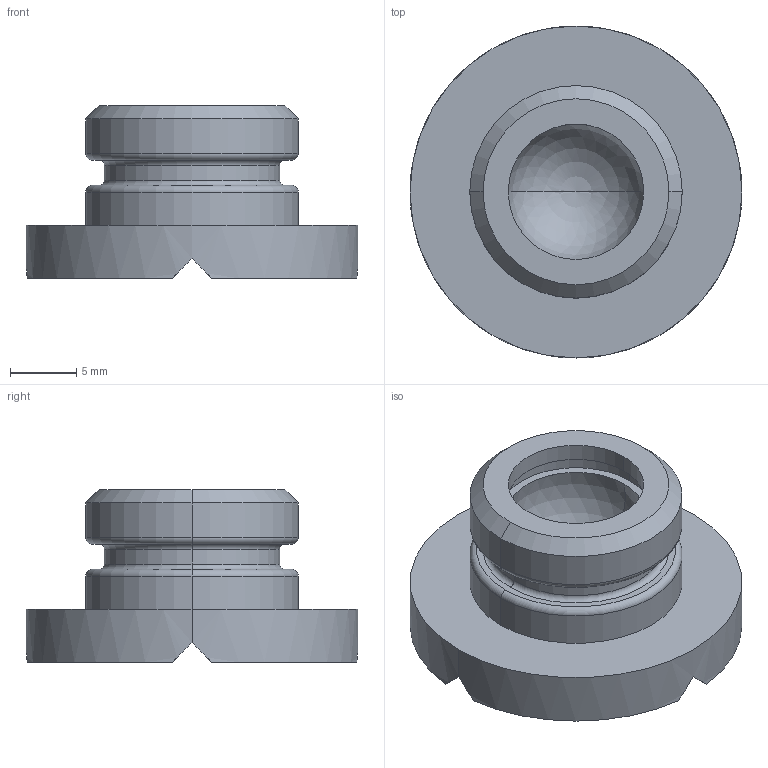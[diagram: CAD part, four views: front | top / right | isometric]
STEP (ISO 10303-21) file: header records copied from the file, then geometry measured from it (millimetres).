
FILE_DESCRIPTION(('STEP AP214'),'1');
FILE_NAME('160657.STP','2011-09-21T11:43:57',(' '),(' '),'Spatial InterOp 3D',' ',' ');
FILE_SCHEMA(('automotive_design'));
Length unit declared in the file: millimetre
Products named in the file (1): Zylinder
Bounding box: 25 x 25 x 13 mm (x, y, z)
Volume: 2878.7 mm3; surface area: 2100.7 mm2
Topology: 1 solids, 1 shells, 44 faces, 92 edges, 54 vertices
Faces by surface type: plane 18, cylinder 14, torus 8, cone 2, sphere 2
Entity records: 1544 total; most frequent: DIRECTION 238, CARTESIAN_POINT 189, ORIENTED_EDGE 180, AXIS2_PLACEMENT_3D 103, EDGE_CURVE 90, VERTEX_POINT 54, EDGE_LOOP 50, CIRCLE 50
